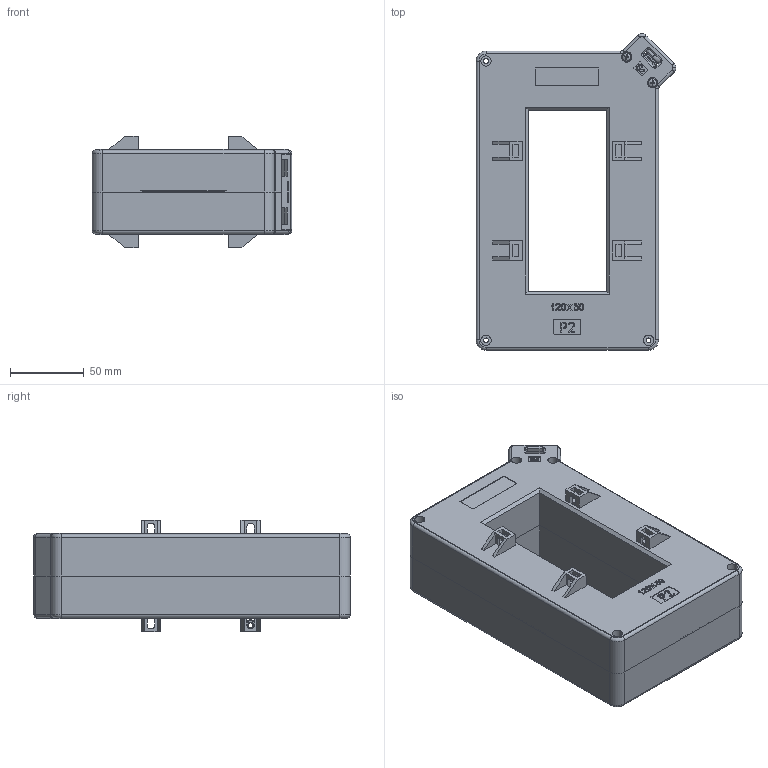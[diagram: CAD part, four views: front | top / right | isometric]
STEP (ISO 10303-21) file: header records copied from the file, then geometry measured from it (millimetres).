
FILE_DESCRIPTION (( 'STEP AP203' ), '1' );
FILE_NAME ('装配体120-50.STEP', '2025-06-17T14:03:10', ( '微软用户' ), ( '微软中国' ), 'SwSTEP 2.0', 'SolidWorks 2020', '' );
FILE_SCHEMA (( 'CONFIG_CONTROL_DESIGN' ));
Length unit declared in the file: millimetre
Products named in the file (11): 120-50-P2; 縐諶; hex nuts, style 1-grades ab gb_GB_FASTENER_NUT_SNAB1 M4-S; 120-50-P1; 沺陑120-50; 諉盄啣-1; 肣И璃5x10陔-1; 蚾饜极120-50; cross recessed pan head tapping screws gb_GB_CROSS_SCREWS_TYPE128 ST2.9X13 H C-N; 諉盄蹟佪3_ISO 7045 - M5 x 6 - Z --- 6S; 猾裔6
Assembly tree (14 placements, depth 2):
  蚾饜极120-50
    120-50-P1
    120-50-P2
    猾裔6
    肣И璃5x10陔-1  x2
    縐諶
    諉盄蹟佪3_ISO 7045 - M5 x 6 - Z --- 6S  x2
    諉盄啣-1  x2
    cross recessed pan head tapping screws gb_GB_CROSS_SCREWS_TYPE128 ST2.9X13 H C-N  x2
    hex nuts, style 1-grades ab gb_GB_FASTENER_NUT_SNAB1 M4-S
    沺陑120-50
Bounding box: 135.28 x 214.28 x 75.6 mm (x, y, z)
Volume: 621839 mm3; surface area: 264035.1 mm2
Topology: 14 solids, 14 shells, 1295 faces, 3415 edges, 2187 vertices
Faces by surface type: plane 720, cylinder 322, bspline 138, torus 55, cone 52, sphere 8
Entity records: 46224 total; most frequent: CARTESIAN_POINT 15600, ORIENTED_EDGE 6318, DIRECTION 5715, EDGE_CURVE 3159, LINE 2097, VECTOR 2097, VERTEX_POINT 2030, AXIS2_PLACEMENT_3D 1809
